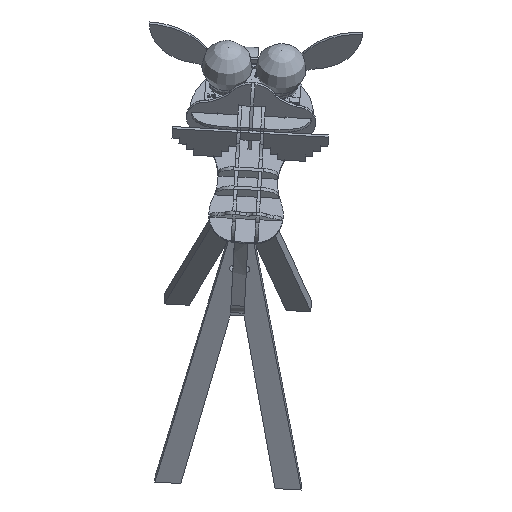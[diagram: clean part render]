
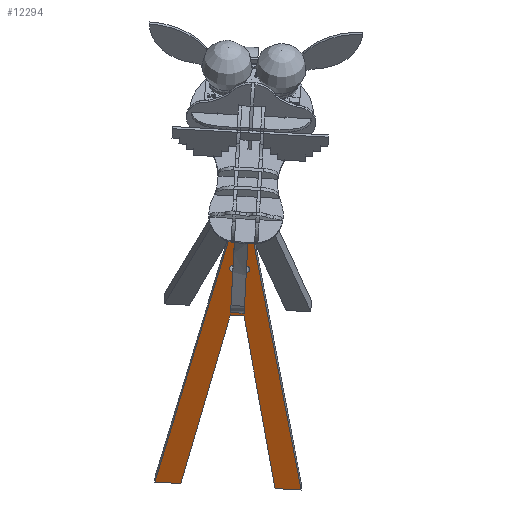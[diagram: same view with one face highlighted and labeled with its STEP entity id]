
A CAD part, left-side view. The second image highlights one B-rep face of the part: STEP entity #12294.
In plain terms, the highlighted face is planar.
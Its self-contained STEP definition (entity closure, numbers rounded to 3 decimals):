
#521=PLANE('',#13269);
#846=CIRCLE('',#13263,3.);
#848=CIRCLE('',#13267,3.);
#1564=FACE_OUTER_BOUND('',#2263,.T.);
#2263=EDGE_LOOP('',(#8777,#8778,#8779,#8780,#8781,#8782,#8783,#8784,#8785,
#8786,#8787,#8788,#8789,#8790));
#3032=LINE('',#21016,#4118);
#3035=LINE('',#21022,#4121);
#3038=LINE('',#21028,#4124);
#3041=LINE('',#21034,#4127);
#3044=LINE('',#21040,#4130);
#3047=LINE('',#21046,#4133);
#3050=LINE('',#21052,#4136);
#3053=LINE('',#21058,#4139);
#3056=LINE('',#21064,#4142);
#3059=LINE('',#21070,#4145);
#3063=LINE('',#21082,#4149);
#3067=LINE('',#21092,#4153);
#4118=VECTOR('',#14448,10.);
#4121=VECTOR('',#14453,10.);
#4124=VECTOR('',#14458,10.);
#4127=VECTOR('',#14463,10.);
#4130=VECTOR('',#14468,10.);
#4133=VECTOR('',#14473,10.);
#4136=VECTOR('',#14478,10.);
#4139=VECTOR('',#14483,10.);
#4142=VECTOR('',#14488,10.);
#4145=VECTOR('',#14493,10.);
#4149=VECTOR('',#14505,10.);
#4153=VECTOR('',#14517,10.);
#5534=VERTEX_POINT('',#21013);
#5535=VERTEX_POINT('',#21015);
#5537=VERTEX_POINT('',#21021);
#5539=VERTEX_POINT('',#21027);
#5541=VERTEX_POINT('',#21033);
#5543=VERTEX_POINT('',#21039);
#5545=VERTEX_POINT('',#21045);
#5547=VERTEX_POINT('',#21051);
#5549=VERTEX_POINT('',#21057);
#5551=VERTEX_POINT('',#21063);
#5553=VERTEX_POINT('',#21069);
#5555=VERTEX_POINT('',#21075);
#5557=VERTEX_POINT('',#21081);
#5559=VERTEX_POINT('',#21087);
#6787=EDGE_CURVE('',#5535,#5534,#3032,.T.);
#6790=EDGE_CURVE('',#5537,#5535,#3035,.T.);
#6793=EDGE_CURVE('',#5539,#5537,#3038,.T.);
#6796=EDGE_CURVE('',#5541,#5539,#3041,.T.);
#6799=EDGE_CURVE('',#5543,#5541,#3044,.T.);
#6802=EDGE_CURVE('',#5545,#5543,#3047,.T.);
#6805=EDGE_CURVE('',#5547,#5545,#3050,.T.);
#6808=EDGE_CURVE('',#5549,#5547,#3053,.T.);
#6811=EDGE_CURVE('',#5551,#5549,#3056,.T.);
#6814=EDGE_CURVE('',#5553,#5551,#3059,.T.);
#6817=EDGE_CURVE('',#5555,#5553,#846,.T.);
#6820=EDGE_CURVE('',#5557,#5555,#3063,.T.);
#6823=EDGE_CURVE('',#5559,#5557,#848,.T.);
#6826=EDGE_CURVE('',#5534,#5559,#3067,.T.);
#8777=ORIENTED_EDGE('',*,*,#6826,.T.);
#8778=ORIENTED_EDGE('',*,*,#6823,.T.);
#8779=ORIENTED_EDGE('',*,*,#6820,.T.);
#8780=ORIENTED_EDGE('',*,*,#6817,.T.);
#8781=ORIENTED_EDGE('',*,*,#6814,.T.);
#8782=ORIENTED_EDGE('',*,*,#6811,.T.);
#8783=ORIENTED_EDGE('',*,*,#6808,.T.);
#8784=ORIENTED_EDGE('',*,*,#6805,.T.);
#8785=ORIENTED_EDGE('',*,*,#6802,.T.);
#8786=ORIENTED_EDGE('',*,*,#6799,.T.);
#8787=ORIENTED_EDGE('',*,*,#6796,.T.);
#8788=ORIENTED_EDGE('',*,*,#6793,.T.);
#8789=ORIENTED_EDGE('',*,*,#6790,.T.);
#8790=ORIENTED_EDGE('',*,*,#6787,.T.);
#12294=ADVANCED_FACE('',(#1564),#521,.T.);
#13263=AXIS2_PLACEMENT_3D('',#21076,#14499,#14500);
#13267=AXIS2_PLACEMENT_3D('',#21088,#14511,#14512);
#13269=AXIS2_PLACEMENT_3D('',#21093,#14518,#14519);
#14448=DIRECTION('',(0.,-1.,0.));
#14453=DIRECTION('',(0.266,-0.218,-0.939));
#14458=DIRECTION('',(0.,1.,0.));
#14463=DIRECTION('',(-0.267,0.208,0.941));
#14468=DIRECTION('',(0.,1.,0.));
#14473=DIRECTION('',(0.267,0.208,-0.941));
#14478=DIRECTION('',(0.,1.,0.));
#14483=DIRECTION('',(-0.266,-0.218,0.939));
#14488=DIRECTION('',(0.,-1.,0.));
#14493=DIRECTION('',(0.273,0.,-0.962));
#14499=DIRECTION('center_axis',(0.962,0.,0.273));
#14500=DIRECTION('ref_axis',(-0.273,0.,0.962));
#14505=DIRECTION('',(0.,-1.,0.));
#14511=DIRECTION('center_axis',(0.962,0.,0.273));
#14512=DIRECTION('ref_axis',(-0.273,0.,0.962));
#14517=DIRECTION('',(-0.273,0.,0.962));
#14518=DIRECTION('center_axis',(-0.962,0.,-0.273));
#14519=DIRECTION('ref_axis',(-0.273,0.,0.962));
#21013=CARTESIAN_POINT('',(9.198,12.,18.077));
#21015=CARTESIAN_POINT('',(9.198,17.123,18.077));
#21016=CARTESIAN_POINT('',(9.198,-5.223,18.077));
#21021=CARTESIAN_POINT('',(-56.772,71.073,250.912));
#21022=CARTESIAN_POINT('',(9.198,17.123,18.077));
#21027=CARTESIAN_POINT('',(-56.772,47.895,250.912));
#21028=CARTESIAN_POINT('',(-56.772,-59.173,250.912));
#21033=CARTESIAN_POINT('',(-10.729,12.,88.407));
#21034=CARTESIAN_POINT('',(-56.845,47.952,251.171));
#21039=CARTESIAN_POINT('',(-10.729,-0.1,88.407));
#21040=CARTESIAN_POINT('',(-10.729,-0.1,88.407));
#21045=CARTESIAN_POINT('',(-56.772,-35.995,250.912));
#21046=CARTESIAN_POINT('',(-56.845,-36.052,251.171));
#21051=CARTESIAN_POINT('',(-56.772,-59.173,250.912));
#21052=CARTESIAN_POINT('',(-56.772,-59.173,250.912));
#21057=CARTESIAN_POINT('',(9.198,-5.223,18.077));
#21058=CARTESIAN_POINT('',(9.198,-5.223,18.077));
#21063=CARTESIAN_POINT('',(9.198,-0.1,18.077));
#21064=CARTESIAN_POINT('',(9.198,-5.223,18.077));
#21069=CARTESIAN_POINT('',(2.593,-0.1,41.389));
#21070=CARTESIAN_POINT('',(-10.729,-0.1,88.407));
#21075=CARTESIAN_POINT('',(0.958,-0.1,47.161));
#21076=CARTESIAN_POINT('Origin',(1.776,-0.1,44.275));
#21081=CARTESIAN_POINT('',(0.958,12.,47.161));
#21082=CARTESIAN_POINT('',(0.958,12.,47.161));
#21087=CARTESIAN_POINT('',(2.593,12.,41.389));
#21088=CARTESIAN_POINT('Origin',(1.776,12.,44.275));
#21092=CARTESIAN_POINT('',(9.198,12.,18.077));
#21093=CARTESIAN_POINT('Origin',(-23.787,5.95,134.494));
